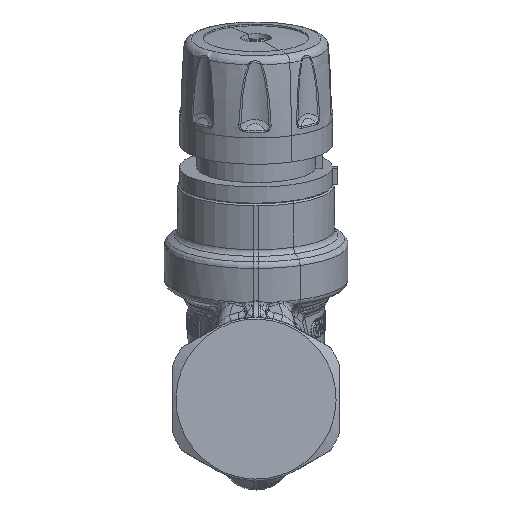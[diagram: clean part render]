
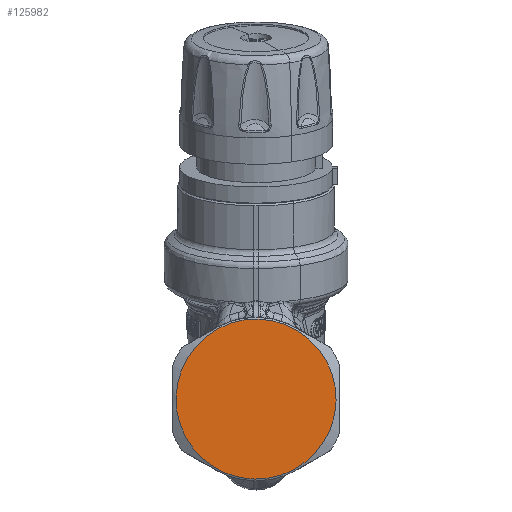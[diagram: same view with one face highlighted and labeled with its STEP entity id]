
A CAD part, front view. The second image highlights one B-rep face of the part: STEP entity #125982.
In plain terms, the highlighted planar face has unit normal (0, -1, 0).
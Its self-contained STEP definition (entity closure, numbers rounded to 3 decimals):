
#125959=CARTESIAN_POINT('Axis2P3D Location',(-4.33,-108.063,-84.852)) ;
#125964=CARTESIAN_POINT('Axis2P3D Location',(-4.33,-108.063,-102.102)) ;
#125968=CARTESIAN_POINT('Vertex',(6.936,-108.063,-122.725)) ;
#125970=CARTESIAN_POINT('Vertex',(-15.597,-108.063,-81.479)) ;
#125973=CARTESIAN_POINT('Axis2P3D Location',(-4.33,-108.063,-102.102)) ;
#125960=DIRECTION('Axis2P3D Direction',(0.,-1.,0.)) ;
#125961=DIRECTION('Axis2P3D XDirection',(1.,0.,0.)) ;
#125965=DIRECTION('Axis2P3D Direction',(0.,-1.,0.)) ;
#125974=DIRECTION('Axis2P3D Direction',(0.,-1.,0.)) ;
#125962=AXIS2_PLACEMENT_3D('Plane Axis2P3D',#125959,#125960,#125961) ;
#125966=AXIS2_PLACEMENT_3D('Circle Axis2P3D',#125964,#125965,$) ;
#125975=AXIS2_PLACEMENT_3D('Circle Axis2P3D',#125973,#125974,$) ;
#125967=CIRCLE('generated circle',#125966,23.5) ;
#125976=CIRCLE('generated circle',#125975,23.5) ;
#125963=PLANE('',#125962) ;
#125972=EDGE_CURVE('',#125969,#125971,#125967,.T.) ;
#125977=EDGE_CURVE('',#125971,#125969,#125976,.T.) ;
#125979=ORIENTED_EDGE('',*,*,#125972,.T.) ;
#125980=ORIENTED_EDGE('',*,*,#125977,.T.) ;
#125978=EDGE_LOOP('',(#125979,#125980)) ;
#125969=VERTEX_POINT('',#125968) ;
#125971=VERTEX_POINT('',#125970) ;
#125982=ADVANCED_FACE('PartBody',(#125981),#125963,.T.) ;
#125981=FACE_OUTER_BOUND('',#125978,.T.) ;
